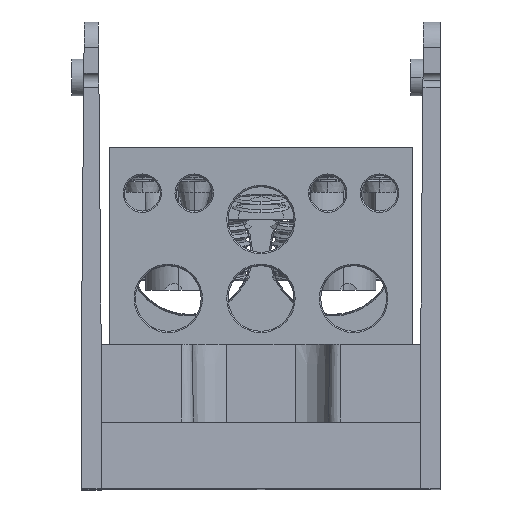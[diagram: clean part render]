
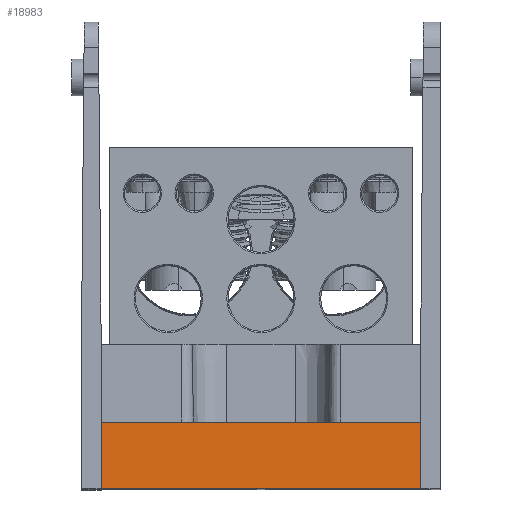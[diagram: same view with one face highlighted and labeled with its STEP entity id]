
A CAD part, top view. The second image highlights one B-rep face of the part: STEP entity #18983.
In plain terms, the highlighted planar face has unit normal (0, -0.035, -0.999).
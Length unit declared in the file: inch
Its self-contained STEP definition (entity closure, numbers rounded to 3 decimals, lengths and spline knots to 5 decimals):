
#563 = AXIS2_PLACEMENT_3D ( 'NONE', #15169, #36238, #18254 ) ;
#3770 = ORIENTED_EDGE ( 'NONE', *, *, #22059, .F. ) ;
#4645 = ORIENTED_EDGE ( 'NONE', *, *, #34172, .T. ) ;
#5289 = VECTOR ( 'NONE', #10361, 39.37008 ) ;
#5743 = ORIENTED_EDGE ( 'NONE', *, *, #27864, .F. ) ;
#7096 = VERTEX_POINT ( 'NONE', #17018 ) ;
#10361 = DIRECTION ( 'NONE',  ( 0., 0.999, -0.035 ) ) ;
#10730 = CARTESIAN_POINT ( 'NONE',  ( 1.215, -1.85, 2.85 ) ) ;
#11264 = VECTOR ( 'NONE', #37144, 39.37008 ) ;
#14232 = FACE_OUTER_BOUND ( 'NONE', #25231, .T. ) ;
#15169 = CARTESIAN_POINT ( 'NONE',  ( -1.215, -1.85, 2.85 ) ) ;
#16351 = CARTESIAN_POINT ( 'NONE',  ( -1.215, -1.85, 2.85 ) ) ;
#16969 = LINE ( 'NONE', #16351, #32110 ) ;
#17018 = CARTESIAN_POINT ( 'NONE',  ( 1.215, -1.35, 2.83254 ) ) ;
#18122 = PLANE ( 'NONE',  #563 ) ;
#18254 = DIRECTION ( 'NONE',  ( 0., -0.999, 0.035 ) ) ;
#18628 = VERTEX_POINT ( 'NONE', #10730 ) ;
#18796 = CARTESIAN_POINT ( 'NONE',  ( -1.215, -1.35, 2.83254 ) ) ;
#18983 = ADVANCED_FACE ( 'NONE', ( #14232 ), #18122, .F. ) ;
#19428 = DIRECTION ( 'NONE',  ( -1., 0., 0. ) ) ;
#22059 = EDGE_CURVE ( 'NONE', #18628, #7096, #36453, .T. ) ;
#22690 = CARTESIAN_POINT ( 'NONE',  ( -1.215, -1.35, 2.83254 ) ) ;
#25231 = EDGE_LOOP ( 'NONE', ( #25849, #5743, #3770, #4645 ) ) ;
#25849 = ORIENTED_EDGE ( 'NONE', *, *, #38981, .F. ) ;
#27460 = LINE ( 'NONE', #34225, #11264 ) ;
#27864 = EDGE_CURVE ( 'NONE', #7096, #33413, #28549, .T. ) ;
#28549 = LINE ( 'NONE', #18796, #36410 ) ;
#30439 = CARTESIAN_POINT ( 'NONE',  ( -1.215, -1.85, 2.85 ) ) ;
#31541 = CARTESIAN_POINT ( 'NONE',  ( 1.215, -1.85, 2.85 ) ) ;
#31903 = VERTEX_POINT ( 'NONE', #30439 ) ;
#32110 = VECTOR ( 'NONE', #19428, 39.37008 ) ;
#33413 = VERTEX_POINT ( 'NONE', #22690 ) ;
#34172 = EDGE_CURVE ( 'NONE', #18628, #31903, #16969, .T. ) ;
#34225 = CARTESIAN_POINT ( 'NONE',  ( -1.215, -1.35, 2.83254 ) ) ;
#36238 = DIRECTION ( 'NONE',  ( 0., 0.035, 0.999 ) ) ;
#36410 = VECTOR ( 'NONE', #36761, 39.37008 ) ;
#36453 = LINE ( 'NONE', #31541, #5289 ) ;
#36761 = DIRECTION ( 'NONE',  ( -1., 0., 0. ) ) ;
#37144 = DIRECTION ( 'NONE',  ( 0., -0.999, 0.035 ) ) ;
#38981 = EDGE_CURVE ( 'NONE', #33413, #31903, #27460, .T. ) ;
